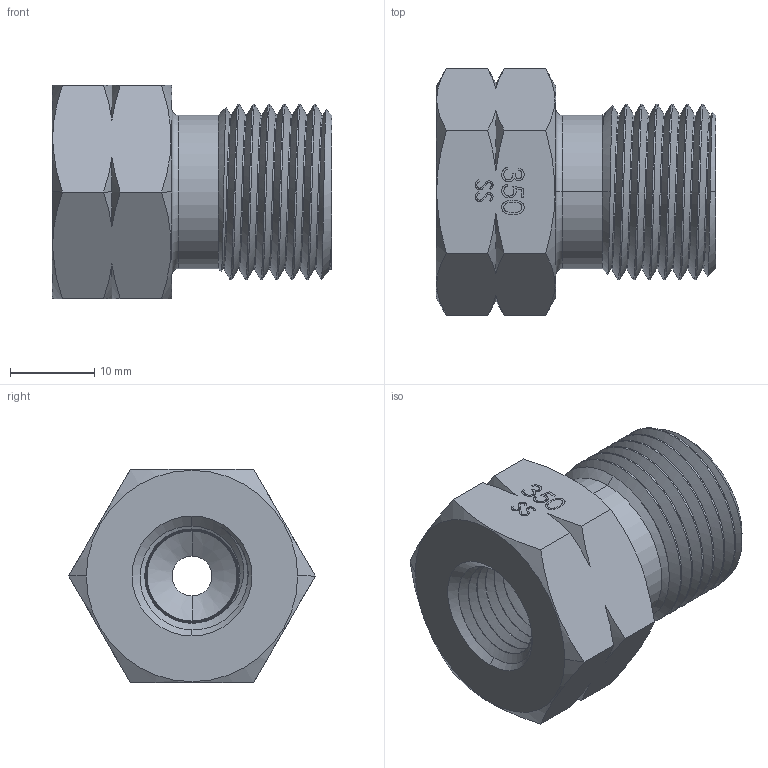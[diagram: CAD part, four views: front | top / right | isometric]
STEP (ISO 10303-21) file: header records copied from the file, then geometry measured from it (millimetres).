
FILE_DESCRIPTION (( 'STEP AP203' ), '1' );
FILE_NAME ('AD-350MSS-4FNPT.STEP', '2025-08-01T15:14:30', ( '' ), ( '' ), 'SwSTEP 2.0', 'SolidWorks 2018', '' );
FILE_SCHEMA (( 'CONFIG_CONTROL_DESIGN' ));
Length unit declared in the file: inch
Products named in the file (1): AD-350MSS-4FNPT
Bounding box: 33.27 x 29.33 x 25.4 mm (x, y, z)
Volume: 10195.7 mm3; surface area: 5347.5 mm2
Topology: 1 solids, 1 shells, 111 faces, 356 edges, 254 vertices
Faces by surface type: cone 44, cylinder 42, plane 16, bspline 5, torus 4
Entity records: 9794 total; most frequent: CARTESIAN_POINT 6969, ORIENTED_EDGE 712, DIRECTION 409, EDGE_CURVE 356, VERTEX_POINT 254, AXIS2_PLACEMENT_3D 155, B_SPLINE_CURVE_WITH_KNOTS 150, EDGE_LOOP 120
